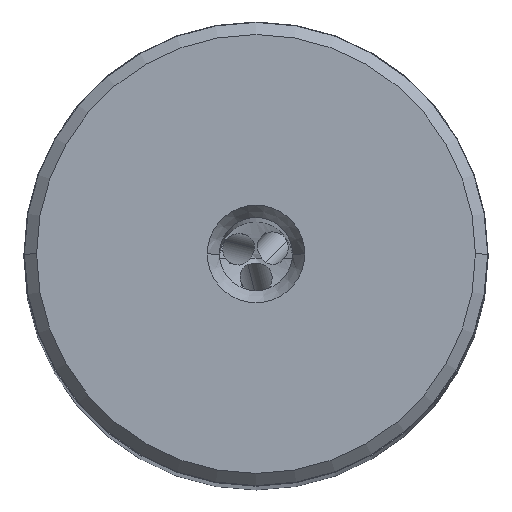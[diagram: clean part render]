
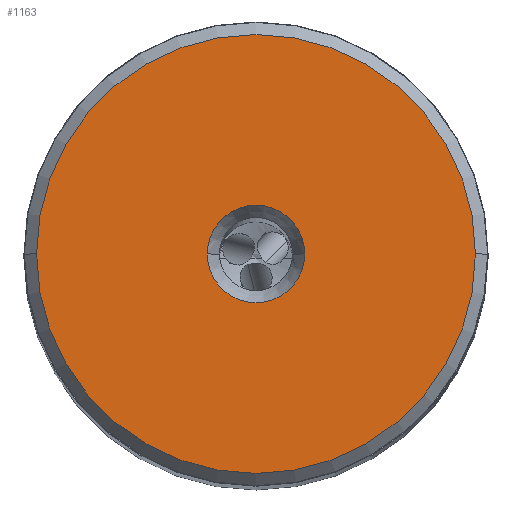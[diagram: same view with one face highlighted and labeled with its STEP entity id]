
A CAD part, top view. The second image highlights one B-rep face of the part: STEP entity #1163.
In plain terms, the highlighted planar face has unit normal (0, 0, 1).
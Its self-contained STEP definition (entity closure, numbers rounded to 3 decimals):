
#1163=ADVANCED_FACE('',(#1487,#1488),#1427,.T.);
#1427=PLANE('',#5288);
#1487=FACE_BOUND('',#1519,.T.);
#1488=FACE_BOUND('',#1520,.T.);
#1519=EDGE_LOOP('',(#1799,#1800));
#1520=EDGE_LOOP('',(#1801,#1802));
#1799=ORIENTED_EDGE('',*,*,#3926,.F.);
#1800=ORIENTED_EDGE('',*,*,#3927,.F.);
#1801=ORIENTED_EDGE('',*,*,#3928,.F.);
#1802=ORIENTED_EDGE('',*,*,#3929,.F.);
#3385=VERTEX_POINT('',#7414);
#3386=VERTEX_POINT('',#7415);
#3387=VERTEX_POINT('',#7418);
#3388=VERTEX_POINT('',#7419);
#3926=EDGE_CURVE('',#3385,#3386,#4719,.T.);
#3927=EDGE_CURVE('',#3386,#3385,#4720,.T.);
#3928=EDGE_CURVE('',#3387,#3388,#4721,.T.);
#3929=EDGE_CURVE('',#3388,#3387,#4722,.T.);
#4719=CIRCLE('',#5284,18.011);
#4720=CIRCLE('',#5285,18.011);
#4721=CIRCLE('',#5286,4.);
#4722=CIRCLE('',#5287,4.);
#5284=AXIS2_PLACEMENT_3D('',#7413,#5952,#5953);
#5285=AXIS2_PLACEMENT_3D('',#7416,#5954,#5955);
#5286=AXIS2_PLACEMENT_3D('',#7417,#5956,#5957);
#5287=AXIS2_PLACEMENT_3D('',#7420,#5958,#5959);
#5288=AXIS2_PLACEMENT_3D('',#7421,#5960,#5961);
#5952=DIRECTION('',(0.,0.,-1.));
#5953=DIRECTION('',(-1.,0.,0.));
#5954=DIRECTION('',(0.,0.,-1.));
#5955=DIRECTION('',(1.,0.,0.));
#5956=DIRECTION('',(0.,0.,1.));
#5957=DIRECTION('',(-1.,0.,0.));
#5958=DIRECTION('',(0.,0.,1.));
#5959=DIRECTION('',(1.,0.,0.));
#5960=DIRECTION('',(0.,0.,1.));
#5961=DIRECTION('',(1.,0.,0.));
#7413=CARTESIAN_POINT('',(0.,0.,0.));
#7414=CARTESIAN_POINT('',(-18.011,0.,0.));
#7415=CARTESIAN_POINT('',(18.011,0.,0.));
#7416=CARTESIAN_POINT('',(0.,0.,0.));
#7417=CARTESIAN_POINT('',(0.,0.,0.));
#7418=CARTESIAN_POINT('',(-4.,0.,0.));
#7419=CARTESIAN_POINT('',(4.,0.,0.));
#7420=CARTESIAN_POINT('',(0.,0.,0.));
#7421=CARTESIAN_POINT('',(0.,0.,0.));
